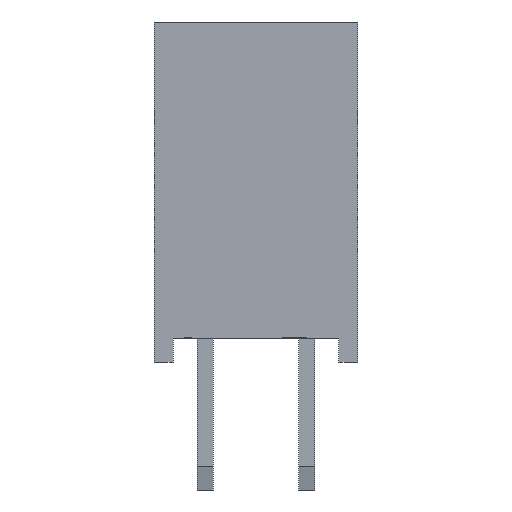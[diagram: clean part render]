
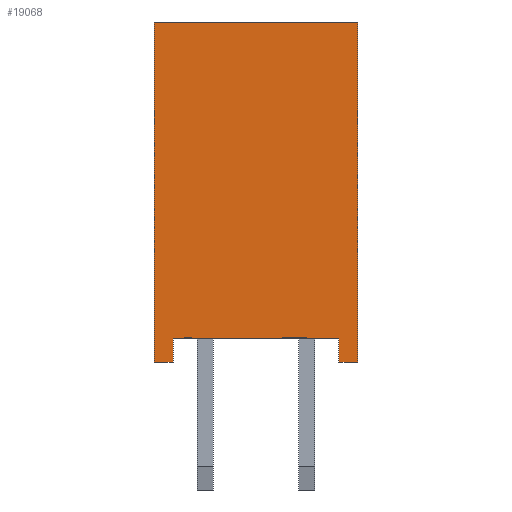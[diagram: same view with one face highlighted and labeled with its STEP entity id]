
A CAD part, left-side view. The second image highlights one B-rep face of the part: STEP entity #19068.
In plain terms, the highlighted planar face has unit normal (-1, 0, 0).
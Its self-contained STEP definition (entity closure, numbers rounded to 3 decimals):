
#961 = CARTESIAN_POINT ( 'NONE',  ( -1.27, -2.54, 0. ) ) ;
#2495 = AXIS2_PLACEMENT_3D ( 'NONE', #13342, #20864, #39508 ) ;
#4004 = VERTEX_POINT ( 'NONE', #26200 ) ;
#4606 = CARTESIAN_POINT ( 'NONE',  ( -1.27, 2.07, 0.6 ) ) ;
#5490 = VERTEX_POINT ( 'NONE', #32676 ) ;
#7112 = EDGE_CURVE ( 'NONE', #27775, #38976, #37591, .T. ) ;
#7288 = VECTOR ( 'NONE', #23363, 1000. ) ;
#7825 = LINE ( 'NONE', #23925, #37700 ) ;
#7835 = CARTESIAN_POINT ( 'NONE',  ( -1.27, -2.54, 8.5 ) ) ;
#8443 = LINE ( 'NONE', #34343, #7288 ) ;
#9140 = DIRECTION ( 'NONE',  ( 0., 0., -1. ) ) ;
#9297 = ORIENTED_EDGE ( 'NONE', *, *, #16514, .T. ) ;
#10520 = LINE ( 'NONE', #34451, #29847 ) ;
#11341 = CARTESIAN_POINT ( 'NONE',  ( -1.27, 0.47, 0.6 ) ) ;
#11375 = ORIENTED_EDGE ( 'NONE', *, *, #7112, .F. ) ;
#13015 = VECTOR ( 'NONE', #15604, 1000. ) ;
#13297 = CARTESIAN_POINT ( 'NONE',  ( -1.27, -2.07, 0.6 ) ) ;
#13342 = CARTESIAN_POINT ( 'NONE',  ( -1.27, 2.54, 8.5 ) ) ;
#13832 = EDGE_LOOP ( 'NONE', ( #11375, #30861, #9297, #35973, #34621, #29456, #33006, #36707 ) ) ;
#15604 = DIRECTION ( 'NONE',  ( 0., 1., 0. ) ) ;
#15788 = DIRECTION ( 'NONE',  ( 0., -1., 0. ) ) ;
#16514 = EDGE_CURVE ( 'NONE', #45548, #40567, #46011, .T. ) ;
#19068 = ADVANCED_FACE ( 'NONE', ( #32621 ), #32134, .F. ) ;
#20127 = DIRECTION ( 'NONE',  ( 0., -1., 0. ) ) ;
#20864 = DIRECTION ( 'NONE',  ( 1., 0., 0. ) ) ;
#21007 = EDGE_CURVE ( 'NONE', #38976, #34798, #41347, .T. ) ;
#22824 = CARTESIAN_POINT ( 'NONE',  ( -1.27, -2.07, 0. ) ) ;
#23107 = EDGE_CURVE ( 'NONE', #45548, #27775, #24170, .T. ) ;
#23363 = DIRECTION ( 'NONE',  ( 0., 0., -1. ) ) ;
#23775 = EDGE_CURVE ( 'NONE', #5490, #34798, #10520, .T. ) ;
#23925 = CARTESIAN_POINT ( 'NONE',  ( -1.27, 2.54, 8.5 ) ) ;
#24170 = LINE ( 'NONE', #37915, #38126 ) ;
#24337 = VERTEX_POINT ( 'NONE', #7835 ) ;
#24417 = CARTESIAN_POINT ( 'NONE',  ( -1.27, 2.07, 0.6 ) ) ;
#26200 = CARTESIAN_POINT ( 'NONE',  ( -1.27, 2.54, 8.5 ) ) ;
#26223 = CARTESIAN_POINT ( 'NONE',  ( -1.27, 2.07, 0. ) ) ;
#26364 = EDGE_CURVE ( 'NONE', #4004, #5490, #7825, .T. ) ;
#26417 = DIRECTION ( 'NONE',  ( 0., -1., 0. ) ) ;
#27775 = VERTEX_POINT ( 'NONE', #13297 ) ;
#27837 = CARTESIAN_POINT ( 'NONE',  ( -1.27, 2.54, 8.5 ) ) ;
#27895 = VECTOR ( 'NONE', #31449, 1000. ) ;
#29456 = ORIENTED_EDGE ( 'NONE', *, *, #26364, .T. ) ;
#29847 = VECTOR ( 'NONE', #15788, 1000. ) ;
#30429 = EDGE_CURVE ( 'NONE', #4004, #24337, #45938, .T. ) ;
#30861 = ORIENTED_EDGE ( 'NONE', *, *, #23107, .F. ) ;
#30913 = EDGE_CURVE ( 'NONE', #24337, #40567, #8443, .T. ) ;
#31449 = DIRECTION ( 'NONE',  ( 0., 0., -1. ) ) ;
#32134 = PLANE ( 'NONE',  #2495 ) ;
#32621 = FACE_OUTER_BOUND ( 'NONE', #13832, .T. ) ;
#32676 = CARTESIAN_POINT ( 'NONE',  ( -1.27, 2.54, 0. ) ) ;
#33006 = ORIENTED_EDGE ( 'NONE', *, *, #23775, .T. ) ;
#34343 = CARTESIAN_POINT ( 'NONE',  ( -1.27, -2.54, 8.5 ) ) ;
#34451 = CARTESIAN_POINT ( 'NONE',  ( -1.27, 2.54, 0. ) ) ;
#34621 = ORIENTED_EDGE ( 'NONE', *, *, #30429, .F. ) ;
#34798 = VERTEX_POINT ( 'NONE', #26223 ) ;
#35973 = ORIENTED_EDGE ( 'NONE', *, *, #30913, .F. ) ;
#36707 = ORIENTED_EDGE ( 'NONE', *, *, #21007, .F. ) ;
#37591 = LINE ( 'NONE', #11341, #13015 ) ;
#37700 = VECTOR ( 'NONE', #9140, 1000. ) ;
#37915 = CARTESIAN_POINT ( 'NONE',  ( -1.27, -2.07, 0.6 ) ) ;
#38126 = VECTOR ( 'NONE', #42004, 1000. ) ;
#38976 = VERTEX_POINT ( 'NONE', #4606 ) ;
#39508 = DIRECTION ( 'NONE',  ( 0., 0., -1. ) ) ;
#40567 = VERTEX_POINT ( 'NONE', #961 ) ;
#41347 = LINE ( 'NONE', #24417, #27895 ) ;
#42004 = DIRECTION ( 'NONE',  ( 0., 0., 1. ) ) ;
#45548 = VERTEX_POINT ( 'NONE', #22824 ) ;
#45938 = LINE ( 'NONE', #27837, #48272 ) ;
#46011 = LINE ( 'NONE', #48435, #47145 ) ;
#47145 = VECTOR ( 'NONE', #26417, 1000. ) ;
#48272 = VECTOR ( 'NONE', #20127, 1000. ) ;
#48435 = CARTESIAN_POINT ( 'NONE',  ( -1.27, 2.54, 0. ) ) ;
